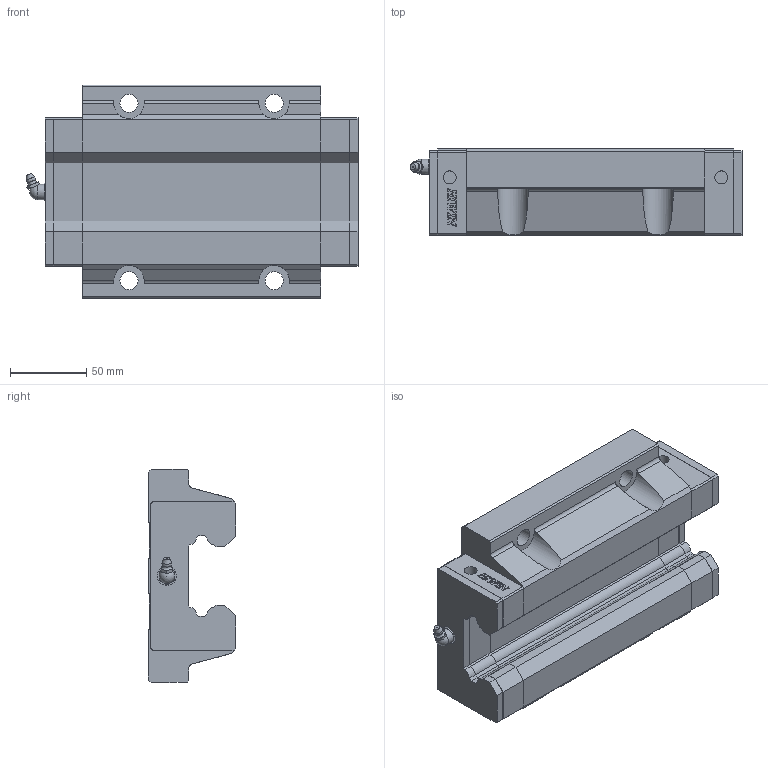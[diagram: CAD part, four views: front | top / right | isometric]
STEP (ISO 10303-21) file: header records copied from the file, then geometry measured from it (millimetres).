
FILE_DESCRIPTION(/* description */ (''),/* implementation_level */ '2;1');
FILE_NAME(/* name */ 'HGW55HAZ0C_GW202311001872.stp',/* time_stamp */ '2023-11-01T22:43:44+08:00',/* author */ ('user'),/* organization */ (''),/* preprocessor_version */ 'ST-DEVELOPER v17',/* originating_system */ 'Autodesk Inventor 2018',/* authorisation */ '');
FILE_SCHEMA (('AUTOMOTIVE_DESIGN { 1 0 10303 214 3 1 1 }'));
Products named in the file (4): HGW55HAZ0C_GW202311001872; HGW55H_右封_temp; 34320003; 18PTH
Assembly tree (3 placements, depth 2):
  HGW55HAZ0C_GW202311001872
    HGW55H_右封_temp
    34320003
    18PTH
Bounding box: 217.3 x 57 x 140 mm (x, y, z)
Volume: 1042732 mm3; surface area: 138513.9 mm2
Topology: 7 solids, 7 shells, 625 faces, 1719 edges, 1133 vertices
Faces by surface type: plane 472, cylinder 126, cone 23, sphere 2, torus 1, bspline 1
Full cylindrical faces by diameter (mm): 1 x2, 5 x2, 7.3 x2, 8.5 x4, 10 x5, 11.5 x1, 11.835 x4, 12.5 x2
Entity records: 20004 total; most frequent: CARTESIAN_POINT 3686, ORIENTED_EDGE 3436, DIRECTION 3271, EDGE_CURVE 1718, LINE 1361, VECTOR 1361, VERTEX_POINT 1133, AXIS2_PLACEMENT_3D 955
